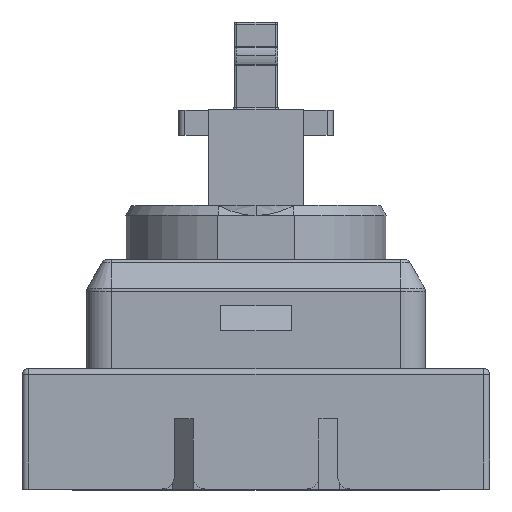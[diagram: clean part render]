
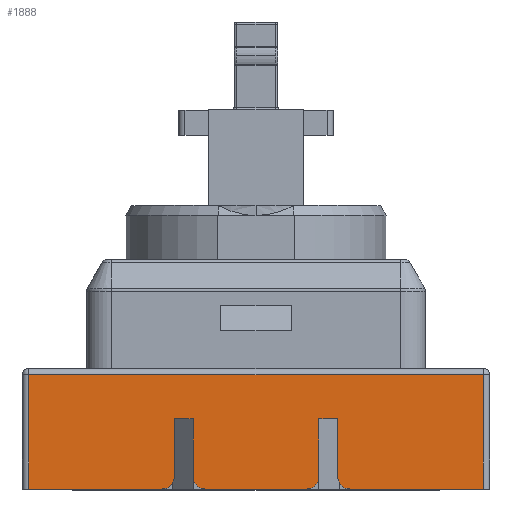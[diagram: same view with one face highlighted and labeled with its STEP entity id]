
A CAD part, top view. The second image highlights one B-rep face of the part: STEP entity #1888.
In plain terms, the highlighted planar face has unit normal (0, 0, 1).
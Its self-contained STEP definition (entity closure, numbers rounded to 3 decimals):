
#88 = VERTEX_POINT ( 'NONE', #2167 ) ;
#171 = CARTESIAN_POINT ( 'NONE',  ( 9.05, -4.8, 11.9 ) ) ;
#326 = VERTEX_POINT ( 'NONE', #12883 ) ;
#471 = CARTESIAN_POINT ( 'NONE',  ( -3.25, -4.3, 11.9 ) ) ;
#488 = VECTOR ( 'NONE', #10535, 1000. ) ;
#508 = VECTOR ( 'NONE', #11830, 1000. ) ;
#578 = LINE ( 'NONE', #2584, #2218 ) ;
#656 = EDGE_CURVE ( 'NONE', #8410, #6540, #5695, .T. ) ;
#730 = DIRECTION ( 'NONE',  ( 1., 0., 0. ) ) ;
#989 = ORIENTED_EDGE ( 'NONE', *, *, #9595, .T. ) ;
#1077 = CARTESIAN_POINT ( 'NONE',  ( -9.05, -4.8, 11.9 ) ) ;
#1089 = ORIENTED_EDGE ( 'NONE', *, *, #10425, .T. ) ;
#1136 = EDGE_CURVE ( 'NONE', #12214, #326, #2956, .T. ) ;
#1318 = EDGE_CURVE ( 'NONE', #11650, #10487, #12503, .T. ) ;
#1394 = DIRECTION ( 'NONE',  ( 1., 0., 0. ) ) ;
#1400 = VERTEX_POINT ( 'NONE', #13018 ) ;
#1425 = VERTEX_POINT ( 'NONE', #4702 ) ;
#1494 = CARTESIAN_POINT ( 'NONE',  ( 3.25, -2., 11.9 ) ) ;
#1501 = CARTESIAN_POINT ( 'NONE',  ( 0., -4.8, 11.9 ) ) ;
#1549 = VERTEX_POINT ( 'NONE', #10194 ) ;
#1699 = VERTEX_POINT ( 'NONE', #471 ) ;
#1753 = CARTESIAN_POINT ( 'NONE',  ( 2.5, 1.187, 11.9 ) ) ;
#1761 = VERTEX_POINT ( 'NONE', #10397 ) ;
#1888 = ADVANCED_FACE ( 'NONE', ( #9708 ), #11725, .T. ) ;
#1929 = LINE ( 'NONE', #12119, #1955 ) ;
#1955 = VECTOR ( 'NONE', #12043, 1000. ) ;
#2065 = EDGE_LOOP ( 'NONE', ( #12862, #8980, #989, #6194, #11047, #12613, #10840, #12543, #10648, #5446, #4013, #2692, #7165, #8252, #1089, #8543 ) ) ;
#2114 = AXIS2_PLACEMENT_3D ( 'NONE', #5453, #2317, #4329 ) ;
#2167 = CARTESIAN_POINT ( 'NONE',  ( 2., -4.8, 11.9 ) ) ;
#2218 = VECTOR ( 'NONE', #1394, 1000. ) ;
#2317 = DIRECTION ( 'NONE',  ( 0., 0., 1. ) ) ;
#2584 = CARTESIAN_POINT ( 'NONE',  ( 0., -4.8, 11.9 ) ) ;
#2692 = ORIENTED_EDGE ( 'NONE', *, *, #1318, .F. ) ;
#2956 = LINE ( 'NONE', #1077, #13026 ) ;
#3187 = VERTEX_POINT ( 'NONE', #4380 ) ;
#3198 = VERTEX_POINT ( 'NONE', #9536 ) ;
#3265 = LINE ( 'NONE', #6337, #5641 ) ;
#3404 = CARTESIAN_POINT ( 'NONE',  ( -2., -4.3, 11.9 ) ) ;
#3407 = CARTESIAN_POINT ( 'NONE',  ( -2.5, -2., 11.9 ) ) ;
#3448 = CARTESIAN_POINT ( 'NONE',  ( 0., -0.25, 11.9 ) ) ;
#3521 = CARTESIAN_POINT ( 'NONE',  ( 3.25, -2., 11.9 ) ) ;
#3606 = DIRECTION ( 'NONE',  ( 1., 0., 0. ) ) ;
#3696 = EDGE_CURVE ( 'NONE', #88, #1549, #10343, .T. ) ;
#4013 = ORIENTED_EDGE ( 'NONE', *, *, #12031, .F. ) ;
#4040 = VERTEX_POINT ( 'NONE', #3407 ) ;
#4329 = DIRECTION ( 'NONE',  ( 1., 0., 0. ) ) ;
#4338 = DIRECTION ( 'NONE',  ( 1., 0., 0. ) ) ;
#4364 = AXIS2_PLACEMENT_3D ( 'NONE', #8702, #12798, #3606 ) ;
#4380 = CARTESIAN_POINT ( 'NONE',  ( -3.75, -4.8, 11.9 ) ) ;
#4583 = VECTOR ( 'NONE', #10137, 1000. ) ;
#4607 = VECTOR ( 'NONE', #4900, 1000. ) ;
#4623 = DIRECTION ( 'NONE',  ( 0., 0., 1. ) ) ;
#4702 = CARTESIAN_POINT ( 'NONE',  ( -2.5, -4.3, 11.9 ) ) ;
#4737 = LINE ( 'NONE', #11109, #8165 ) ;
#4883 = VECTOR ( 'NONE', #10483, 1000. ) ;
#4900 = DIRECTION ( 'NONE',  ( 0., -1., 0. ) ) ;
#4938 = EDGE_CURVE ( 'NONE', #11650, #8410, #1929, .T. ) ;
#5073 = EDGE_CURVE ( 'NONE', #1761, #88, #4737, .T. ) ;
#5318 = LINE ( 'NONE', #1501, #488 ) ;
#5386 = EDGE_CURVE ( 'NONE', #4040, #3198, #8893, .T. ) ;
#5446 = ORIENTED_EDGE ( 'NONE', *, *, #3696, .T. ) ;
#5453 = CARTESIAN_POINT ( 'NONE',  ( -3.75, -4.3, 11.9 ) ) ;
#5641 = VECTOR ( 'NONE', #10488, 1000. ) ;
#5695 = CIRCLE ( 'NONE', #8710, 0.5 ) ;
#5894 = EDGE_CURVE ( 'NONE', #4040, #1425, #12290, .T. ) ;
#5944 = VECTOR ( 'NONE', #8522, 1000. ) ;
#6194 = ORIENTED_EDGE ( 'NONE', *, *, #6805, .T. ) ;
#6337 = CARTESIAN_POINT ( 'NONE',  ( 9.05, 0., 11.9 ) ) ;
#6389 = LINE ( 'NONE', #3448, #4883 ) ;
#6426 = LINE ( 'NONE', #11668, #5944 ) ;
#6540 = VERTEX_POINT ( 'NONE', #7688 ) ;
#6805 = EDGE_CURVE ( 'NONE', #3187, #1699, #9172, .T. ) ;
#6817 = EDGE_CURVE ( 'NONE', #1400, #12214, #6389, .T. ) ;
#6885 = DIRECTION ( 'NONE',  ( 0., -1., 0. ) ) ;
#7165 = ORIENTED_EDGE ( 'NONE', *, *, #4938, .T. ) ;
#7213 = EDGE_CURVE ( 'NONE', #3198, #1699, #6426, .T. ) ;
#7649 = CIRCLE ( 'NONE', #8510, 0.5 ) ;
#7688 = CARTESIAN_POINT ( 'NONE',  ( 3.75, -4.8, 11.9 ) ) ;
#7753 = CARTESIAN_POINT ( 'NONE',  ( 0., -4.8, 11.9 ) ) ;
#8165 = VECTOR ( 'NONE', #8826, 1000. ) ;
#8252 = ORIENTED_EDGE ( 'NONE', *, *, #656, .T. ) ;
#8362 = DIRECTION ( 'NONE',  ( 0., 0., 1. ) ) ;
#8410 = VERTEX_POINT ( 'NONE', #13143 ) ;
#8440 = AXIS2_PLACEMENT_3D ( 'NONE', #7753, #4623, #730 ) ;
#8510 = AXIS2_PLACEMENT_3D ( 'NONE', #3404, #8362, #4338 ) ;
#8522 = DIRECTION ( 'NONE',  ( 0., -1., 0. ) ) ;
#8543 = ORIENTED_EDGE ( 'NONE', *, *, #11490, .T. ) ;
#8702 = CARTESIAN_POINT ( 'NONE',  ( 2., -4.3, 11.9 ) ) ;
#8710 = AXIS2_PLACEMENT_3D ( 'NONE', #8769, #9890, #9635 ) ;
#8753 = CARTESIAN_POINT ( 'NONE',  ( 2.5, -2., 11.9 ) ) ;
#8769 = CARTESIAN_POINT ( 'NONE',  ( 3.75, -4.3, 11.9 ) ) ;
#8793 = LINE ( 'NONE', #1753, #4607 ) ;
#8826 = DIRECTION ( 'NONE',  ( 1., 0., 0. ) ) ;
#8893 = LINE ( 'NONE', #10022, #508 ) ;
#8980 = ORIENTED_EDGE ( 'NONE', *, *, #1136, .T. ) ;
#9142 = CARTESIAN_POINT ( 'NONE',  ( -2.5, 1.187, 11.9 ) ) ;
#9172 = CIRCLE ( 'NONE', #2114, 0.5 ) ;
#9401 = CARTESIAN_POINT ( 'NONE',  ( -9.05, -0.25, 11.9 ) ) ;
#9536 = CARTESIAN_POINT ( 'NONE',  ( -3.25, -2., 11.9 ) ) ;
#9595 = EDGE_CURVE ( 'NONE', #326, #3187, #5318, .T. ) ;
#9635 = DIRECTION ( 'NONE',  ( 1., 0., 0. ) ) ;
#9708 = FACE_OUTER_BOUND ( 'NONE', #2065, .T. ) ;
#9890 = DIRECTION ( 'NONE',  ( 0., 0., 1. ) ) ;
#10022 = CARTESIAN_POINT ( 'NONE',  ( -3.25, -2., 11.9 ) ) ;
#10137 = DIRECTION ( 'NONE',  ( 0., -1., 0. ) ) ;
#10194 = CARTESIAN_POINT ( 'NONE',  ( 2.5, -4.3, 11.9 ) ) ;
#10343 = CIRCLE ( 'NONE', #4364, 0.5 ) ;
#10397 = CARTESIAN_POINT ( 'NONE',  ( -2., -4.8, 11.9 ) ) ;
#10425 = EDGE_CURVE ( 'NONE', #6540, #11872, #578, .T. ) ;
#10483 = DIRECTION ( 'NONE',  ( -1., 0., 0. ) ) ;
#10487 = VERTEX_POINT ( 'NONE', #8753 ) ;
#10488 = DIRECTION ( 'NONE',  ( 0., 1., 0. ) ) ;
#10535 = DIRECTION ( 'NONE',  ( 1., 0., 0. ) ) ;
#10648 = ORIENTED_EDGE ( 'NONE', *, *, #5073, .T. ) ;
#10840 = ORIENTED_EDGE ( 'NONE', *, *, #5894, .T. ) ;
#11047 = ORIENTED_EDGE ( 'NONE', *, *, #7213, .F. ) ;
#11109 = CARTESIAN_POINT ( 'NONE',  ( 0., -4.8, 11.9 ) ) ;
#11490 = EDGE_CURVE ( 'NONE', #11872, #1400, #3265, .T. ) ;
#11650 = VERTEX_POINT ( 'NONE', #3521 ) ;
#11668 = CARTESIAN_POINT ( 'NONE',  ( -3.25, 1.187, 11.9 ) ) ;
#11725 = PLANE ( 'NONE',  #8440 ) ;
#11830 = DIRECTION ( 'NONE',  ( -1., 0., 0. ) ) ;
#11872 = VERTEX_POINT ( 'NONE', #171 ) ;
#12031 = EDGE_CURVE ( 'NONE', #10487, #1549, #8793, .T. ) ;
#12043 = DIRECTION ( 'NONE',  ( 0., -1., 0. ) ) ;
#12119 = CARTESIAN_POINT ( 'NONE',  ( 3.25, 1.187, 11.9 ) ) ;
#12165 = VECTOR ( 'NONE', #12629, 1000. ) ;
#12214 = VERTEX_POINT ( 'NONE', #9401 ) ;
#12290 = LINE ( 'NONE', #9142, #4583 ) ;
#12503 = LINE ( 'NONE', #1494, #12165 ) ;
#12543 = ORIENTED_EDGE ( 'NONE', *, *, #13213, .T. ) ;
#12613 = ORIENTED_EDGE ( 'NONE', *, *, #5386, .F. ) ;
#12629 = DIRECTION ( 'NONE',  ( -1., 0., 0. ) ) ;
#12798 = DIRECTION ( 'NONE',  ( 0., 0., 1. ) ) ;
#12862 = ORIENTED_EDGE ( 'NONE', *, *, #6817, .T. ) ;
#12883 = CARTESIAN_POINT ( 'NONE',  ( -9.05, -4.8, 11.9 ) ) ;
#13018 = CARTESIAN_POINT ( 'NONE',  ( 9.05, -0.25, 11.9 ) ) ;
#13026 = VECTOR ( 'NONE', #6885, 1000. ) ;
#13143 = CARTESIAN_POINT ( 'NONE',  ( 3.25, -4.3, 11.9 ) ) ;
#13213 = EDGE_CURVE ( 'NONE', #1425, #1761, #7649, .T. ) ;
